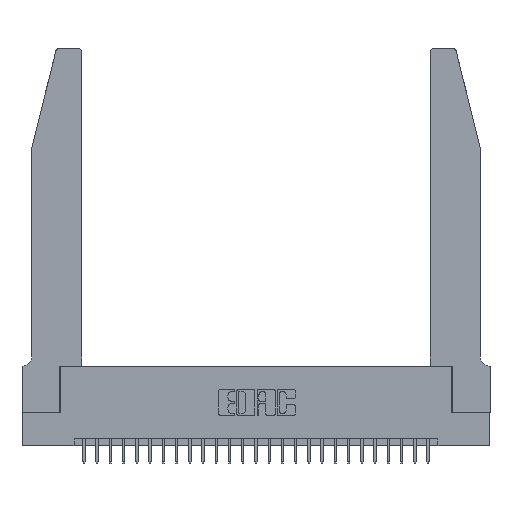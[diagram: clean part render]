
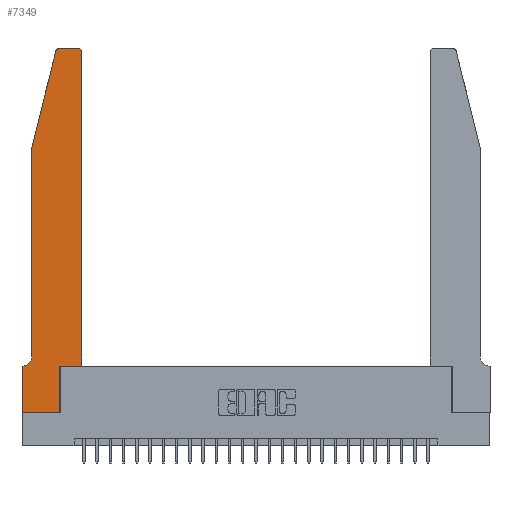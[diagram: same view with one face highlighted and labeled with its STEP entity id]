
A CAD part, top view. The second image highlights one B-rep face of the part: STEP entity #7349.
In plain terms, the highlighted planar face has unit normal (0, 0, 1).
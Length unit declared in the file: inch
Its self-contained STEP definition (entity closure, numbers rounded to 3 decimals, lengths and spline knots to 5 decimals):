
#104 = CARTESIAN_POINT ( 'NONE',  ( 0.284, 2.75, 0.37 ) ) ;
#788 = VERTEX_POINT ( 'NONE', #23570 ) ;
#789 = VERTEX_POINT ( 'NONE', #23435 ) ;
#800 = CARTESIAN_POINT ( 'NONE',  ( 0.4505, 2.72, 0.37 ) ) ;
#848 = ORIENTED_EDGE ( 'NONE', *, *, #19931, .T. ) ;
#1319 = CARTESIAN_POINT ( 'NONE',  ( 0.2865, 0., 0.37 ) ) ;
#1332 = ORIENTED_EDGE ( 'NONE', *, *, #11251, .T. ) ;
#1546 = VERTEX_POINT ( 'NONE', #1319 ) ;
#1551 = ORIENTED_EDGE ( 'NONE', *, *, #25456, .T. ) ;
#1897 = LINE ( 'NONE', #12402, #9694 ) ;
#1951 = VECTOR ( 'NONE', #13351, 39.37008 ) ;
#1978 = DIRECTION ( 'NONE',  ( -1., 0., 0. ) ) ;
#2548 = ORIENTED_EDGE ( 'NONE', *, *, #27678, .T. ) ;
#3180 = CARTESIAN_POINT ( 'NONE',  ( 0.4505, 0.35, 0.37 ) ) ;
#4105 = CARTESIAN_POINT ( 'NONE',  ( 0.4505, 0.35, 0.37 ) ) ;
#4343 = CARTESIAN_POINT ( 'NONE',  ( 0.0755, 2., 0.37 ) ) ;
#5091 = PLANE ( 'NONE',  #22422 ) ;
#5619 = CARTESIAN_POINT ( 'NONE',  ( 0., 0., 0.37 ) ) ;
#5846 = CARTESIAN_POINT ( 'NONE',  ( 0.2865, 0.35, 0.37 ) ) ;
#5938 = CIRCLE ( 'NONE', #27289, 0.07 ) ;
#6672 = CARTESIAN_POINT ( 'NONE',  ( 0.284, 2.72, 0.37 ) ) ;
#6886 = ORIENTED_EDGE ( 'NONE', *, *, #11745, .T. ) ;
#6990 = CIRCLE ( 'NONE', #23768, 0.03 ) ;
#7349 = ADVANCED_FACE ( 'NONE', ( #15586 ), #5091, .T. ) ;
#7405 = AXIS2_PLACEMENT_3D ( 'NONE', #6672, #19442, #15469 ) ;
#8050 = CARTESIAN_POINT ( 'NONE',  ( 0.4205, 2.72, 0.37 ) ) ;
#8109 = EDGE_LOOP ( 'NONE', ( #22507, #20091, #1551, #8596, #11136, #27538, #1332, #848, #6886, #19459, #13433, #2548 ) ) ;
#8205 = CARTESIAN_POINT ( 'NONE',  ( 0., 0., 0.37 ) ) ;
#8596 = ORIENTED_EDGE ( 'NONE', *, *, #11371, .T. ) ;
#8794 = DIRECTION ( 'NONE',  ( 0., 0., -1. ) ) ;
#8904 = CARTESIAN_POINT ( 'NONE',  ( 0.0755, 0.35, 0.37 ) ) ;
#9399 = CARTESIAN_POINT ( 'NONE',  ( 0.0055, 0.35, 0.37 ) ) ;
#9483 = VERTEX_POINT ( 'NONE', #104 ) ;
#9694 = VECTOR ( 'NONE', #23503, 39.37008 ) ;
#9784 = CARTESIAN_POINT ( 'NONE',  ( 0., 0., 0.37 ) ) ;
#9883 = VERTEX_POINT ( 'NONE', #800 ) ;
#10064 = DIRECTION ( 'NONE',  ( 1., 0., 0. ) ) ;
#10262 = DIRECTION ( 'NONE',  ( 0., 1., 0. ) ) ;
#10349 = DIRECTION ( 'NONE',  ( 1., 0., 0. ) ) ;
#10716 = LINE ( 'NONE', #4343, #20214 ) ;
#11136 = ORIENTED_EDGE ( 'NONE', *, *, #18795, .T. ) ;
#11251 = EDGE_CURVE ( 'NONE', #26368, #21321, #20804, .T. ) ;
#11371 = EDGE_CURVE ( 'NONE', #25087, #20437, #1897, .T. ) ;
#11579 = CARTESIAN_POINT ( 'NONE',  ( 0.2865, 0.35, 0.37 ) ) ;
#11745 = EDGE_CURVE ( 'NONE', #1546, #14794, #19017, .T. ) ;
#12090 = VERTEX_POINT ( 'NONE', #9399 ) ;
#12160 = EDGE_CURVE ( 'NONE', #23213, #9883, #12192, .T. ) ;
#12192 = LINE ( 'NONE', #18852, #15517 ) ;
#12402 = CARTESIAN_POINT ( 'NONE',  ( 0.0755, 2., 0.37 ) ) ;
#12600 = VECTOR ( 'NONE', #15398, 39.37008 ) ;
#12610 = DIRECTION ( 'NONE',  ( 0., 1., 0. ) ) ;
#12732 = VECTOR ( 'NONE', #10262, 39.37008 ) ;
#13351 = DIRECTION ( 'NONE',  ( -1., 0., 0. ) ) ;
#13433 = ORIENTED_EDGE ( 'NONE', *, *, #12160, .T. ) ;
#14794 = VERTEX_POINT ( 'NONE', #11579 ) ;
#14800 = EDGE_CURVE ( 'NONE', #12090, #26368, #20255, .T. ) ;
#15189 = CARTESIAN_POINT ( 'NONE',  ( 0.2605, 2.75, 0.37 ) ) ;
#15398 = DIRECTION ( 'NONE',  ( -1., 0., 0. ) ) ;
#15469 = DIRECTION ( 'NONE',  ( 1., 0., 0. ) ) ;
#15517 = VECTOR ( 'NONE', #12610, 39.37008 ) ;
#15586 = FACE_OUTER_BOUND ( 'NONE', #8109, .T. ) ;
#16519 = DIRECTION ( 'NONE',  ( 0., -1., 0. ) ) ;
#17008 = LINE ( 'NONE', #4105, #24292 ) ;
#17212 = DIRECTION ( 'NONE',  ( -0.239, -0.971, 0. ) ) ;
#17708 = CARTESIAN_POINT ( 'NONE',  ( 0.0755, 2., 0.37 ) ) ;
#18270 = CARTESIAN_POINT ( 'NONE',  ( 0., 0.35, 0.37 ) ) ;
#18372 = CARTESIAN_POINT ( 'NONE',  ( 0.0755, 0.42, 0.37 ) ) ;
#18795 = EDGE_CURVE ( 'NONE', #20437, #12090, #5938, .T. ) ;
#18852 = CARTESIAN_POINT ( 'NONE',  ( 0.4505, 0.35, 0.37 ) ) ;
#19017 = LINE ( 'NONE', #5846, #12732 ) ;
#19297 = DIRECTION ( 'NONE',  ( 1., 0., 0. ) ) ;
#19442 = DIRECTION ( 'NONE',  ( 0., 0., 1. ) ) ;
#19459 = ORIENTED_EDGE ( 'NONE', *, *, #24955, .T. ) ;
#19585 = LINE ( 'NONE', #15189, #1951 ) ;
#19650 = CIRCLE ( 'NONE', #7405, 0.03 ) ;
#19931 = EDGE_CURVE ( 'NONE', #21321, #1546, #26135, .T. ) ;
#19981 = DIRECTION ( 'NONE',  ( 0., 0., 1. ) ) ;
#20091 = ORIENTED_EDGE ( 'NONE', *, *, #27414, .T. ) ;
#20214 = VECTOR ( 'NONE', #17212, 39.37008 ) ;
#20255 = LINE ( 'NONE', #8904, #12600 ) ;
#20437 = VERTEX_POINT ( 'NONE', #18372 ) ;
#20804 = LINE ( 'NONE', #5619, #22864 ) ;
#21321 = VERTEX_POINT ( 'NONE', #9784 ) ;
#21720 = CARTESIAN_POINT ( 'NONE',  ( 0.0055, 0.42, 0.37 ) ) ;
#22275 = VECTOR ( 'NONE', #10349, 39.37008 ) ;
#22422 = AXIS2_PLACEMENT_3D ( 'NONE', #24269, #19981, #26681 ) ;
#22507 = ORIENTED_EDGE ( 'NONE', *, *, #27406, .T. ) ;
#22864 = VECTOR ( 'NONE', #16519, 39.37008 ) ;
#23213 = VERTEX_POINT ( 'NONE', #3180 ) ;
#23435 = CARTESIAN_POINT ( 'NONE',  ( 0.25487, 2.72718, 0.37 ) ) ;
#23503 = DIRECTION ( 'NONE',  ( 0., -1., 0. ) ) ;
#23570 = CARTESIAN_POINT ( 'NONE',  ( 0.4205, 2.75, 0.37 ) ) ;
#23768 = AXIS2_PLACEMENT_3D ( 'NONE', #8050, #25523, #10064 ) ;
#24269 = CARTESIAN_POINT ( 'NONE',  ( 0., 0.35, 0.37 ) ) ;
#24292 = VECTOR ( 'NONE', #19297, 39.37008 ) ;
#24955 = EDGE_CURVE ( 'NONE', #14794, #23213, #17008, .T. ) ;
#25087 = VERTEX_POINT ( 'NONE', #17708 ) ;
#25456 = EDGE_CURVE ( 'NONE', #789, #25087, #10716, .T. ) ;
#25523 = DIRECTION ( 'NONE',  ( 0., 0., 1. ) ) ;
#26135 = LINE ( 'NONE', #8205, #22275 ) ;
#26368 = VERTEX_POINT ( 'NONE', #18270 ) ;
#26681 = DIRECTION ( 'NONE',  ( 1., 0., 0. ) ) ;
#27289 = AXIS2_PLACEMENT_3D ( 'NONE', #21720, #8794, #1978 ) ;
#27406 = EDGE_CURVE ( 'NONE', #788, #9483, #19585, .T. ) ;
#27414 = EDGE_CURVE ( 'NONE', #9483, #789, #19650, .T. ) ;
#27538 = ORIENTED_EDGE ( 'NONE', *, *, #14800, .T. ) ;
#27678 = EDGE_CURVE ( 'NONE', #9883, #788, #6990, .T. ) ;
